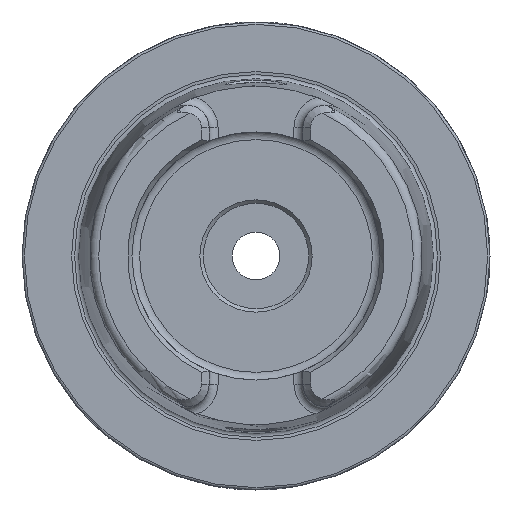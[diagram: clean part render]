
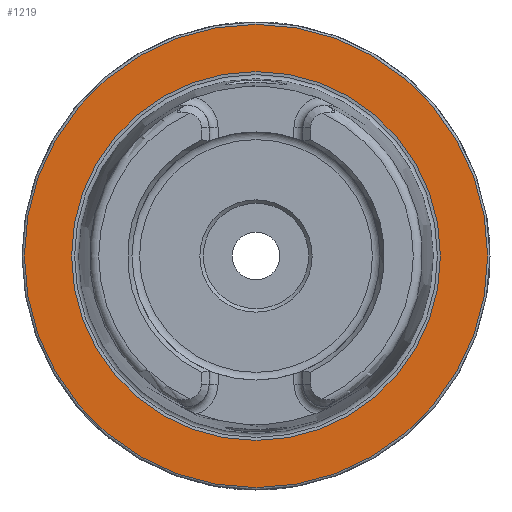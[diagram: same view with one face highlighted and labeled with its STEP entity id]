
A CAD part, left-side view. The second image highlights one B-rep face of the part: STEP entity #1219.
In plain terms, the highlighted planar face has unit normal (-1, 0, 0).
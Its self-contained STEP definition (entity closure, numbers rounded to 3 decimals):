
#791 = PLANE ( 'NONE',  #4512 ) ;
#940 = EDGE_CURVE ( 'NONE', #3723, #3723, #1235, .T. ) ;
#974 = EDGE_CURVE ( 'NONE', #6019, #6019, #3451, .T. ) ;
#1219 = ADVANCED_FACE ( 'NONE', ( #4117, #4883 ), #791, .F. ) ;
#1235 = CIRCLE ( 'NONE', #4561, 39.405 ) ;
#1342 = DIRECTION ( 'NONE',  ( 0., 0., -1. ) ) ;
#1984 = DIRECTION ( 'NONE',  ( 0., 0., 1. ) ) ;
#2594 = DIRECTION ( 'NONE',  ( 1., 0., 0. ) ) ;
#2619 = CARTESIAN_POINT ( 'NONE',  ( 0., 49.5, 0. ) ) ;
#2862 = AXIS2_PLACEMENT_3D ( 'NONE', #3201, #5612, #7457 ) ;
#3201 = CARTESIAN_POINT ( 'NONE',  ( 0., 0., 0. ) ) ;
#3451 = CIRCLE ( 'NONE', #2862, 49.5 ) ;
#3723 = VERTEX_POINT ( 'NONE', #4027 ) ;
#4027 = CARTESIAN_POINT ( 'NONE',  ( 0., 0., 39.405 ) ) ;
#4117 = FACE_BOUND ( 'NONE', #5357, .T. ) ;
#4512 = AXIS2_PLACEMENT_3D ( 'NONE', #2619, #2594, #1342 ) ;
#4561 = AXIS2_PLACEMENT_3D ( 'NONE', #7534, #6242, #1984 ) ;
#4883 = FACE_OUTER_BOUND ( 'NONE', #7021, .T. ) ;
#5357 = EDGE_LOOP ( 'NONE', ( #7691 ) ) ;
#5612 = DIRECTION ( 'NONE',  ( -1., 0., 0. ) ) ;
#6019 = VERTEX_POINT ( 'NONE', #7110 ) ;
#6154 = ORIENTED_EDGE ( 'NONE', *, *, #974, .T. ) ;
#6242 = DIRECTION ( 'NONE',  ( -1., 0., 0. ) ) ;
#7021 = EDGE_LOOP ( 'NONE', ( #6154 ) ) ;
#7110 = CARTESIAN_POINT ( 'NONE',  ( 0., 0., 49.5 ) ) ;
#7457 = DIRECTION ( 'NONE',  ( 0., 0., 1. ) ) ;
#7534 = CARTESIAN_POINT ( 'NONE',  ( 0., 0., 0. ) ) ;
#7691 = ORIENTED_EDGE ( 'NONE', *, *, #940, .F. ) ;
